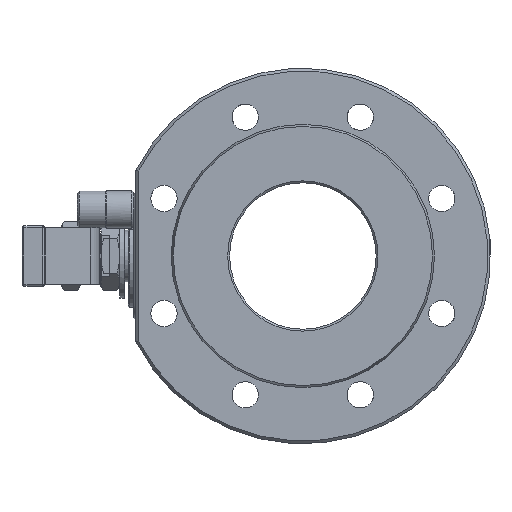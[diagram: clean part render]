
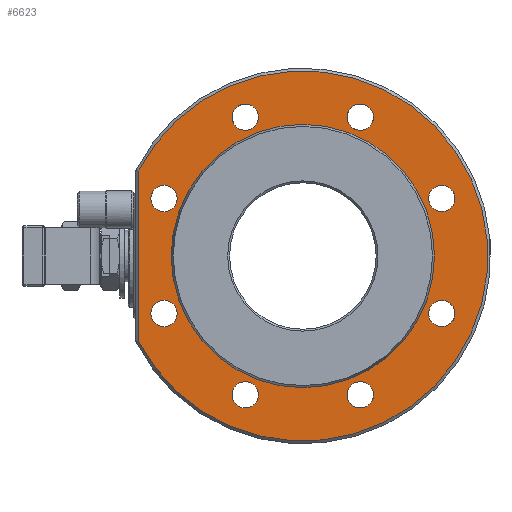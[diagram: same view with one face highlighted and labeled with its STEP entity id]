
A CAD part, left-side view. The second image highlights one B-rep face of the part: STEP entity #6623.
In plain terms, the highlighted planar face has unit normal (-1, 0, 0).
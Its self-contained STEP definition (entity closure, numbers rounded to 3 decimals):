
#56=PLANE('',#7033);
#183=LINE('',#9534,#463);
#463=VECTOR('',#7712,1000.);
#1226=ORIENTED_EDGE('',*,*,#2551,.T.);
#1227=ORIENTED_EDGE('',*,*,#2494,.T.);
#1228=ORIENTED_EDGE('',*,*,#2430,.F.);
#1229=ORIENTED_EDGE('',*,*,#2432,.F.);
#1230=ORIENTED_EDGE('',*,*,#2434,.F.);
#1231=ORIENTED_EDGE('',*,*,#2436,.F.);
#1232=ORIENTED_EDGE('',*,*,#2438,.F.);
#1233=ORIENTED_EDGE('',*,*,#2440,.F.);
#1234=ORIENTED_EDGE('',*,*,#2442,.F.);
#1235=ORIENTED_EDGE('',*,*,#2444,.F.);
#1236=ORIENTED_EDGE('',*,*,#2502,.F.);
#2430=EDGE_CURVE('',#3115,#3115,#3548,.T.);
#2432=EDGE_CURVE('',#3117,#3117,#3550,.T.);
#2434=EDGE_CURVE('',#3119,#3119,#3552,.T.);
#2436=EDGE_CURVE('',#3121,#3121,#3554,.T.);
#2438=EDGE_CURVE('',#3123,#3123,#3556,.T.);
#2440=EDGE_CURVE('',#3125,#3125,#3558,.T.);
#2442=EDGE_CURVE('',#3127,#3127,#3560,.T.);
#2444=EDGE_CURVE('',#3129,#3129,#3562,.T.);
#2494=EDGE_CURVE('',#3178,#3179,#3602,.T.);
#2502=EDGE_CURVE('',#3184,#3184,#3608,.T.);
#2551=EDGE_CURVE('',#3179,#3178,#183,.T.);
#3115=VERTEX_POINT('',#8772);
#3117=VERTEX_POINT('',#8777);
#3119=VERTEX_POINT('',#8782);
#3121=VERTEX_POINT('',#8787);
#3123=VERTEX_POINT('',#8792);
#3125=VERTEX_POINT('',#8797);
#3127=VERTEX_POINT('',#8802);
#3129=VERTEX_POINT('',#8807);
#3178=VERTEX_POINT('',#8944);
#3179=VERTEX_POINT('',#8945);
#3184=VERTEX_POINT('',#8961);
#3548=CIRCLE('',#6904,7.);
#3550=CIRCLE('',#6907,7.);
#3552=CIRCLE('',#6910,7.);
#3554=CIRCLE('',#6913,7.);
#3556=CIRCLE('',#6916,7.);
#3558=CIRCLE('',#6919,7.);
#3560=CIRCLE('',#6922,7.);
#3562=CIRCLE('',#6925,7.);
#3602=CIRCLE('',#6985,98.5);
#3608=CIRCLE('',#6994,70.092);
#3861=EDGE_LOOP('',(#1226,#1227));
#3862=EDGE_LOOP('',(#1228));
#3863=EDGE_LOOP('',(#1229));
#3864=EDGE_LOOP('',(#1230));
#3865=EDGE_LOOP('',(#1231));
#3866=EDGE_LOOP('',(#1232));
#3867=EDGE_LOOP('',(#1233));
#3868=EDGE_LOOP('',(#1234));
#3869=EDGE_LOOP('',(#1235));
#3870=EDGE_LOOP('',(#1236));
#4253=FACE_BOUND('',#3861,.T.);
#4254=FACE_BOUND('',#3862,.T.);
#4255=FACE_BOUND('',#3863,.T.);
#4256=FACE_BOUND('',#3864,.T.);
#4257=FACE_BOUND('',#3865,.T.);
#4258=FACE_BOUND('',#3866,.T.);
#4259=FACE_BOUND('',#3867,.T.);
#4260=FACE_BOUND('',#3868,.T.);
#4261=FACE_BOUND('',#3869,.T.);
#4262=FACE_BOUND('',#3870,.T.);
#6623=ADVANCED_FACE('',(#4253,#4254,#4255,#4256,#4257,#4258,#4259,#4260,
#4261,#4262),#56,.F.);
#6904=AXIS2_PLACEMENT_3D('',#8771,#7438,#7439);
#6907=AXIS2_PLACEMENT_3D('',#8776,#7444,#7445);
#6910=AXIS2_PLACEMENT_3D('',#8781,#7450,#7451);
#6913=AXIS2_PLACEMENT_3D('',#8786,#7456,#7457);
#6916=AXIS2_PLACEMENT_3D('',#8791,#7462,#7463);
#6919=AXIS2_PLACEMENT_3D('',#8796,#7468,#7469);
#6922=AXIS2_PLACEMENT_3D('',#8801,#7474,#7475);
#6925=AXIS2_PLACEMENT_3D('',#8806,#7480,#7481);
#6985=AXIS2_PLACEMENT_3D('',#8943,#7604,#7605);
#6994=AXIS2_PLACEMENT_3D('',#8960,#7624,#7625);
#7033=AXIS2_PLACEMENT_3D('',#9533,#7710,#7711);
#7438=DIRECTION('',(-1.,0.,0.));
#7439=DIRECTION('',(0.,0.,1.));
#7444=DIRECTION('',(-1.,0.,0.));
#7445=DIRECTION('',(0.,0.,1.));
#7450=DIRECTION('',(-1.,0.,0.));
#7451=DIRECTION('',(0.,0.,1.));
#7456=DIRECTION('',(-1.,0.,0.));
#7457=DIRECTION('',(0.,0.,1.));
#7462=DIRECTION('',(-1.,0.,0.));
#7463=DIRECTION('',(0.,0.,1.));
#7468=DIRECTION('',(-1.,0.,0.));
#7469=DIRECTION('',(0.,0.,1.));
#7474=DIRECTION('',(-1.,0.,0.));
#7475=DIRECTION('',(0.,0.,1.));
#7480=DIRECTION('',(-1.,0.,0.));
#7481=DIRECTION('',(0.,0.,1.));
#7604=DIRECTION('',(-1.,0.,0.));
#7605=DIRECTION('',(0.,0.,-1.));
#7624=DIRECTION('',(-1.,0.,0.));
#7625=DIRECTION('',(0.,0.,1.));
#7710=DIRECTION('',(1.,0.,0.));
#7711=DIRECTION('',(0.,1.,0.));
#7712=DIRECTION('',(0.,0.,-1.));
#8771=CARTESIAN_POINT('',(-58.,-30.615,73.91));
#8772=CARTESIAN_POINT('',(-58.,-30.615,80.91));
#8776=CARTESIAN_POINT('',(-58.,-73.91,30.615));
#8777=CARTESIAN_POINT('',(-58.,-73.91,37.615));
#8781=CARTESIAN_POINT('',(-58.,-73.91,-30.615));
#8782=CARTESIAN_POINT('',(-58.,-73.91,-23.615));
#8786=CARTESIAN_POINT('',(-58.,-30.615,-73.91));
#8787=CARTESIAN_POINT('',(-58.,-30.615,-66.91));
#8791=CARTESIAN_POINT('',(-58.,30.615,-73.91));
#8792=CARTESIAN_POINT('',(-58.,30.615,-66.91));
#8796=CARTESIAN_POINT('',(-58.,73.91,-30.615));
#8797=CARTESIAN_POINT('',(-58.,73.91,-23.615));
#8801=CARTESIAN_POINT('',(-58.,73.91,30.615));
#8802=CARTESIAN_POINT('',(-58.,73.91,37.615));
#8806=CARTESIAN_POINT('',(-58.,30.615,73.91));
#8807=CARTESIAN_POINT('',(-58.,30.615,80.91));
#8943=CARTESIAN_POINT('',(-58.,0.,0.));
#8944=CARTESIAN_POINT('',(-58.,87.5,-45.233));
#8945=CARTESIAN_POINT('',(-58.,87.5,45.233));
#8960=CARTESIAN_POINT('',(-58.,0.,0.));
#8961=CARTESIAN_POINT('',(-58.,0.,70.092));
#9533=CARTESIAN_POINT('',(-58.,-100.,0.));
#9534=CARTESIAN_POINT('',(-58.,87.5,0.));
